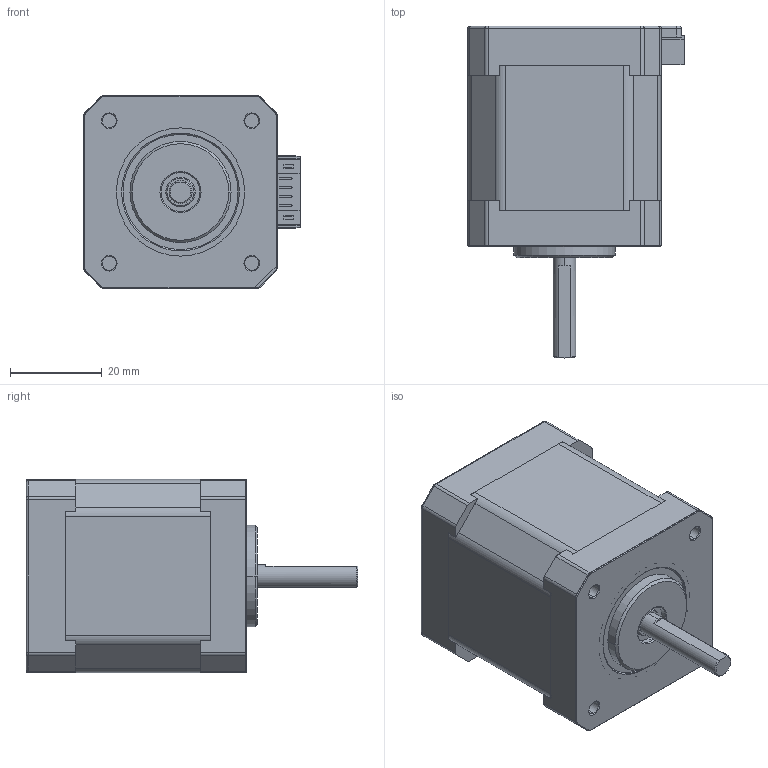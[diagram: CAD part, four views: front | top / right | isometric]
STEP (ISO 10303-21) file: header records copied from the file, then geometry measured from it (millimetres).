
FILE_DESCRIPTION (( 'STEP AP214' ), '1' );
FILE_NAME ('NEMA 17 Stepper Motor 48mm-NEMA 17 Stepper Motor 48mm.step', '2025-05-16T23:47:42', ( '' ), ( '' ), 'SwSTEP 2.0', 'SolidWorks 2022', '' );
FILE_SCHEMA (( 'AUTOMOTIVE_DESIGN' ));
Length unit declared in the file: millimetre
Products named in the file (12): Cuerpo002; M3x37-Tornillo; Cuerpo004; Cuerpo001; NEMA 17 Stepper Motor 48mm-NEMA 17 Stepper Motor 48mm; Cuerpo; Cuerpo005; Cuerpo006; Cuerpo008; Pines; Cuerpo003; Cuerpo007
Assembly tree (19 placements, depth 3):
  NEMA 17 Stepper Motor 48mm-NEMA 17 Stepper Motor 48mm
    Pines
      Cuerpo007  x6
    Cuerpo
    Cuerpo002
    Cuerpo003
    M3x37-Tornillo  x4
    Cuerpo004
    Cuerpo005
    Cuerpo006
    Cuerpo008
    Cuerpo001
Bounding box: 47 x 72.15 x 42 mm (x, y, z)
Volume: 64422.9 mm3; surface area: 31579.3 mm2
Topology: 18 solids, 18 shells, 470 faces, 1153 edges, 728 vertices
Faces by surface type: plane 260, cylinder 124, cone 53, torus 18, sphere 8, bspline 7
Entity records: 10593 total; most frequent: CARTESIAN_POINT 2158, DIRECTION 1720, ORIENTED_EDGE 1610, EDGE_CURVE 805, AXIS2_PLACEMENT_3D 631, VERTEX_POINT 515, VECTOR 458, LINE 458
